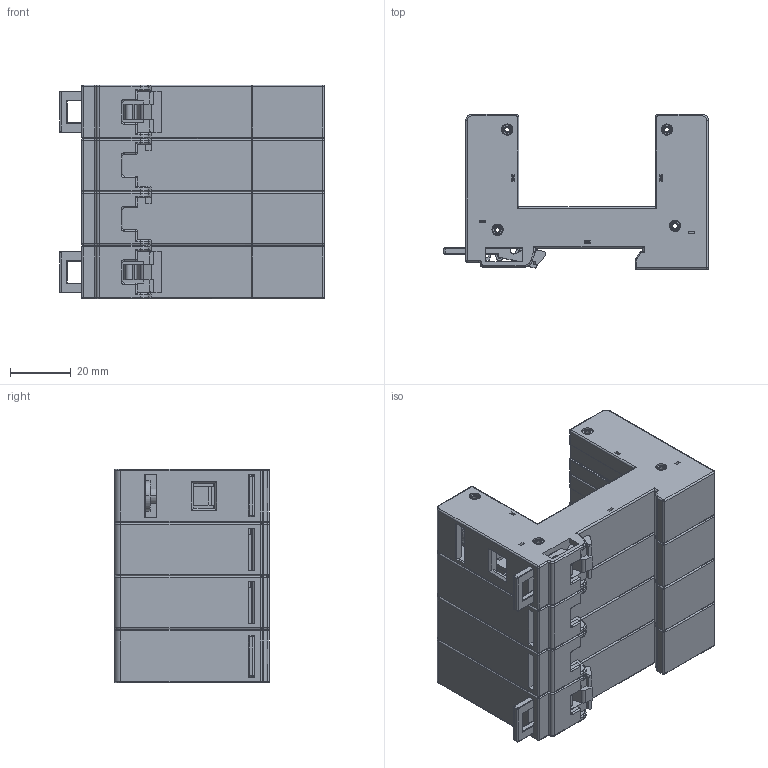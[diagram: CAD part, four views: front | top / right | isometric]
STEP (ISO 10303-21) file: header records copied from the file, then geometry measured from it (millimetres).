
FILE_DESCRIPTION((''),'2;1');
FILE_NAME('510747000_ASM','2019-09-06T12:32:29',('Sebastjan.kamensek'),('Audax d.o.o.'),'CREO PARAMETRIC BY PTC INC, 2017260','CREO PARAMETRIC BY PTC INC, 2017260','');
FILE_SCHEMA(('AP242_MANAGED_MODEL_BASED_3D_ENGINEERING_MIM_LF { 1 0 10303 442 1 1 4 }'));
Products named in the file (13): 510738104; 322429110; 501000132; 510737102_ASM; 510738106; 510738107; 510738102; 510737105_ASM; 510737107_DEF; 322305112; 510749100_ASM; 122053202; 510747000_ASM
Assembly tree (28 placements, depth 4):
  510747000_ASM
    510749100_ASM
      510738104  x3
      510737102_ASM  x4
        322429110
        501000132
      510738106
      510738107  x3
      510738102
      510737105_ASM
        322429110
        501000132
      510737107_DEF  x4
      322305112  x2
    122053202  x4
Bounding box: 87.3 x 51 x 70.4 mm (x, y, z)
Volume: 80855.4 mm3; surface area: 132598.1 mm2
Topology: 28 solids, 28 shells, 6017 faces, 15798 edges, 10036 vertices
Faces by surface type: plane 4202, cylinder 1323, torus 174, cone 128, bspline 124, sphere 66
Entity records: 106713 total; most frequent: CARTESIAN_POINT 16787, ORIENTED_EDGE 14196, DIRECTION 13631, PRESENTATION_STYLE_ASSIGNMENT 7127, STYLED_ITEM 7127, CURVE_STYLE 7098, EDGE_CURVE 7098, VECTOR 5587
